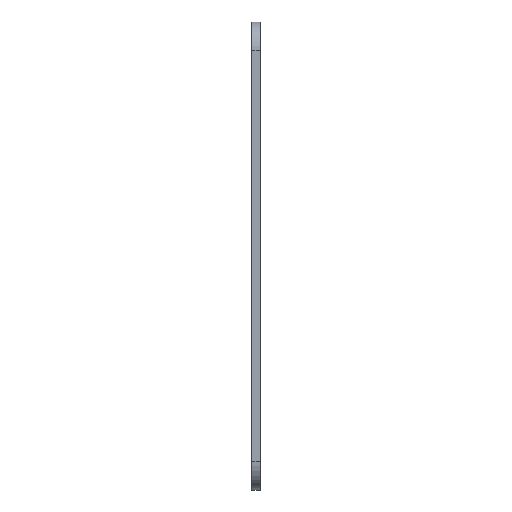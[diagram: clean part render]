
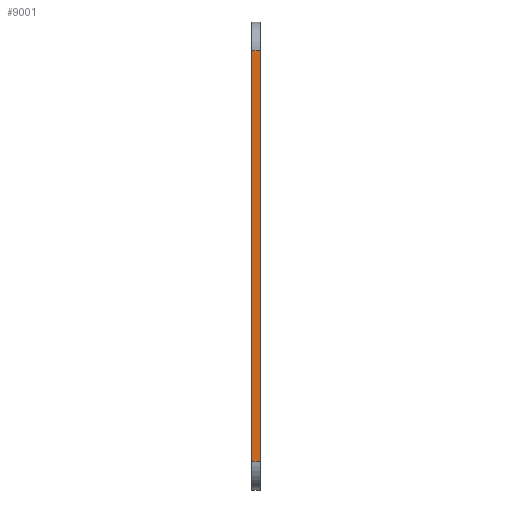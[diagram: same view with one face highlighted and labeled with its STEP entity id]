
A CAD part, left-side view. The second image highlights one B-rep face of the part: STEP entity #9001.
In plain terms, the highlighted planar face has unit normal (-1, 0, 0).
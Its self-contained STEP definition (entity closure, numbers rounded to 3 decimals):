
#335=PLANE('',#9290);
#808=FACE_OUTER_BOUND('',#1315,.T.);
#1315=EDGE_LOOP('',(#8150,#8151,#8152,#8153));
#1854=LINE('',#17646,#2541);
#1899=LINE('',#17839,#2586);
#1902=LINE('',#17847,#2589);
#2017=LINE('',#18153,#2704);
#2541=VECTOR('',#10009,10.);
#2586=VECTOR('',#10172,10.);
#2589=VECTOR('',#10181,10.);
#2704=VECTOR('',#10526,10.);
#4014=VERTEX_POINT('',#17642);
#4016=VERTEX_POINT('',#17645);
#4105=VERTEX_POINT('',#17837);
#4106=VERTEX_POINT('',#17843);
#5283=EDGE_CURVE('',#4016,#4014,#1854,.T.);
#5378=EDGE_CURVE('',#4105,#4014,#1899,.T.);
#5382=EDGE_CURVE('',#4016,#4106,#1902,.T.);
#5535=EDGE_CURVE('',#4106,#4105,#2017,.T.);
#8150=ORIENTED_EDGE('',*,*,#5378,.F.);
#8151=ORIENTED_EDGE('',*,*,#5535,.F.);
#8152=ORIENTED_EDGE('',*,*,#5382,.F.);
#8153=ORIENTED_EDGE('',*,*,#5283,.T.);
#9001=ADVANCED_FACE('',(#808),#335,.T.);
#9290=AXIS2_PLACEMENT_3D('',#18152,#10524,#10525);
#10009=DIRECTION('',(0.,0.,1.));
#10172=DIRECTION('',(0.,-1.,0.));
#10181=DIRECTION('',(0.,1.,0.));
#10524=DIRECTION('center_axis',(-1.,0.,0.));
#10525=DIRECTION('ref_axis',(0.,0.,1.));
#10526=DIRECTION('',(0.,0.,1.));
#17642=CARTESIAN_POINT('',(-12.138,0.,82.052));
#17645=CARTESIAN_POINT('',(-12.138,0.,11.352));
#17646=CARTESIAN_POINT('',(-12.138,0.,6.352));
#17837=CARTESIAN_POINT('',(-12.138,1.5,82.052));
#17839=CARTESIAN_POINT('',(-12.138,0.,82.052));
#17843=CARTESIAN_POINT('',(-12.138,1.5,11.352));
#17847=CARTESIAN_POINT('',(-12.138,0.,11.352));
#18152=CARTESIAN_POINT('Origin',(-12.138,0.,6.352));
#18153=CARTESIAN_POINT('',(-12.138,1.5,6.352));
